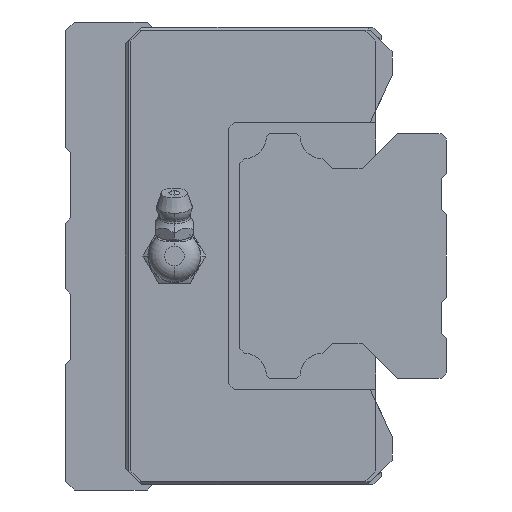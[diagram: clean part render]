
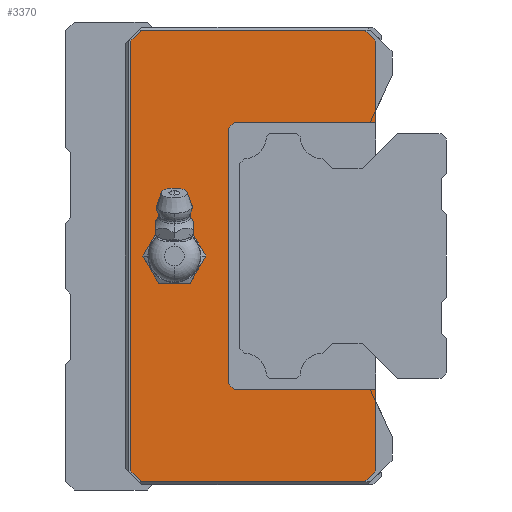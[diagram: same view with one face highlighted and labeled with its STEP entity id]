
A CAD part, left-side view. The second image highlights one B-rep face of the part: STEP entity #3370.
In plain terms, the highlighted planar face has unit normal (-1, 0, 0).
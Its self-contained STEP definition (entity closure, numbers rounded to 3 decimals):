
#1514 = EDGE_CURVE( '', #1724, #2988, #4374, .T. );
#1528 = EDGE_CURVE( '', #2162, #2140, #4388, .T. );
#1588 = EDGE_CURVE( '', #4172, #2452, #4455, .T. );
#1594 = EDGE_CURVE( '', #1690, #4190, #4463, .T. );
#1684 = EDGE_CURVE( '', #2452, #3004, #4557, .T. );
#1690 = VERTEX_POINT( '', #4564 );
#1724 = VERTEX_POINT( '', #4606 );
#1802 = EDGE_CURVE( '', #3398, #2062, #4693, .T. );
#1950 = EDGE_CURVE( '', #3398, #2162, #4853, .T. );
#2062 = VERTEX_POINT( '', #4976 );
#2140 = VERTEX_POINT( '', #5066 );
#2162 = VERTEX_POINT( '', #5088 );
#2182 = EDGE_CURVE( '', #4262, #2740, #5109, .T. );
#2192 = EDGE_CURVE( '', #4190, #3426, #5119, .T. );
#2328 = EDGE_CURVE( '', #2140, #1690, #5268, .T. );
#2452 = VERTEX_POINT( '', #5404 );
#2642 = EDGE_CURVE( '', #3846, #3426, #5610, .T. );
#2698 = VERTEX_POINT( '', #5671 );
#2740 = VERTEX_POINT( '', #5719 );
#2988 = VERTEX_POINT( '', #5995 );
#3004 = VERTEX_POINT( '', #6011 );
#3276 = EDGE_CURVE( '', #2740, #4262, #6319, .T. );
#3370 = ADVANCED_FACE( '', ( #6421, #6422 ), #6423, .F. );
#3398 = VERTEX_POINT( '', #6454 );
#3422 = EDGE_CURVE( '', #2988, #4172, #6482, .T. );
#3426 = VERTEX_POINT( '', #6486 );
#3442 = EDGE_CURVE( '', #3004, #3846, #6503, .T. );
#3846 = VERTEX_POINT( '', #6945 );
#3940 = EDGE_CURVE( '', #2698, #1724, #7051, .T. );
#4150 = EDGE_CURVE( '', #2062, #2698, #7282, .T. );
#4172 = VERTEX_POINT( '', #7307 );
#4190 = VERTEX_POINT( '', #7327 );
#4262 = VERTEX_POINT( '', #7408 );
#4374 = LINE( '', #7541, #7542 );
#4388 = LINE( '', #7566, #7567 );
#4455 = LINE( '', #7669, #7670 );
#4463 = LINE( '', #7679, #7680 );
#4557 = LINE( '', #7821, #7822 );
#4564 = CARTESIAN_POINT( '', ( 178.6, 40., 23.5 ) );
#4606 = CARTESIAN_POINT( '', ( 178.6, 56., -41.5 ) );
#4693 = LINE( '', #8041, #8042 );
#4853 = LINE( '', #8293, #8294 );
#4976 = CARTESIAN_POINT( '', ( 178.6, 13., -39.5 ) );
#5066 = CARTESIAN_POINT( '', ( 178.6, 40., -23.5 ) );
#5088 = CARTESIAN_POINT( '', ( 178.6, 39., -24.5 ) );
#5109 = CIRCLE( '', #8643, 4.864 );
#5119 = LINE( '', #8659, #8660 );
#5268 = LINE( '', #8930, #8931 );
#5404 = CARTESIAN_POINT( '', ( 178.6, 56., 41.5 ) );
#5610 = LINE( '', #9432, #9433 );
#5671 = CARTESIAN_POINT( '', ( 178.6, 15., -41.5 ) );
#5719 = CARTESIAN_POINT( '', ( 178.6, 54.864, 0. ) );
#5995 = CARTESIAN_POINT( '', ( 178.6, 58., -39.5 ) );
#6011 = CARTESIAN_POINT( '', ( 178.6, 15., 41.5 ) );
#6319 = CIRCLE( '', #10507, 4.864 );
#6421 = FACE_BOUND( '', #10678, .T. );
#6422 = FACE_OUTER_BOUND( '', #10679, .T. );
#6423 = PLANE( '', #10680 );
#6454 = CARTESIAN_POINT( '', ( 178.6, 13., -24.5 ) );
#6482 = LINE( '', #10780, #10781 );
#6486 = CARTESIAN_POINT( '', ( 178.6, 13., 24.5 ) );
#6503 = LINE( '', #10810, #10811 );
#6945 = CARTESIAN_POINT( '', ( 178.6, 13., 39.5 ) );
#7051 = LINE( '', #11656, #11657 );
#7282 = LINE( '', #12025, #12026 );
#7307 = CARTESIAN_POINT( '', ( 178.6, 58., 39.5 ) );
#7327 = CARTESIAN_POINT( '', ( 178.6, 39., 24.5 ) );
#7408 = CARTESIAN_POINT( '', ( 178.6, 45.136, 0. ) );
#7541 = CARTESIAN_POINT( '', ( 178.6, 54.875, -42.625 ) );
#7542 = VECTOR( '', #12311, 1. );
#7566 = CARTESIAN_POINT( '', ( 178.6, 37.875, -25.625 ) );
#7567 = VECTOR( '', #12319, 1. );
#7669 = CARTESIAN_POINT( '', ( 178.6, 55.875, 41.625 ) );
#7670 = VECTOR( '', #12414, 1. );
#7679 = CARTESIAN_POINT( '', ( 178.6, 38.375, 25.125 ) );
#7680 = VECTOR( '', #12431, 1. );
#7821 = CARTESIAN_POINT( '', ( 178.6, 33., 41.5 ) );
#7822 = VECTOR( '', #12502, 1. );
#8041 = CARTESIAN_POINT( '', ( 178.6, 13., 19.75 ) );
#8042 = VECTOR( '', #12666, 1. );
#8293 = CARTESIAN_POINT( '', ( 178.6, 11.5, -24.5 ) );
#8294 = VECTOR( '', #12818, 1. );
#8643 = AXIS2_PLACEMENT_3D( '', #13090, #13091, #13092 );
#8659 = CARTESIAN_POINT( '', ( 178.6, 24.5, 24.5 ) );
#8660 = VECTOR( '', #13098, 1. );
#8930 = CARTESIAN_POINT( '', ( 178.6, 40., -11.75 ) );
#8931 = VECTOR( '', #13300, 1. );
#9432 = CARTESIAN_POINT( '', ( 178.6, 13., 19.75 ) );
#9433 = VECTOR( '', #13652, 1. );
#10507 = AXIS2_PLACEMENT_3D( '', #14444, #14445, #14446 );
#10678 = EDGE_LOOP( '', ( #14563, #14564 ) );
#10679 = EDGE_LOOP( '', ( #14565, #14566, #14567, #14568, #14569, #14570, #14571, #14572, #14573, #14574, #14575, #14576, #14577, #14578 ) );
#10680 = AXIS2_PLACEMENT_3D( '', #14579, #14580, #14581 );
#10780 = CARTESIAN_POINT( '', ( 178.6, 58., -19.75 ) );
#10781 = VECTOR( '', #14648, 1. );
#10810 = CARTESIAN_POINT( '', ( 178.6, 3.375, 29.875 ) );
#10811 = VECTOR( '', #14663, 1. );
#11656 = CARTESIAN_POINT( '', ( 178.6, 12.5, -41.5 ) );
#11657 = VECTOR( '', #15252, 1. );
#12025 = CARTESIAN_POINT( '', ( 178.6, 2.375, -28.875 ) );
#12026 = VECTOR( '', #15515, 1. );
#12311 = DIRECTION( '', ( 0., 0.707, 0.707 ) );
#12319 = DIRECTION( '', ( 0., 0.707, 0.707 ) );
#12414 = DIRECTION( '', ( 0., -0.707, 0.707 ) );
#12431 = DIRECTION( '', ( 0., -0.707, 0.707 ) );
#12502 = DIRECTION( '', ( 0., -1., 0. ) );
#12666 = DIRECTION( '', ( 0., 0., -1. ) );
#12818 = DIRECTION( '', ( 0., 1., 0. ) );
#13090 = CARTESIAN_POINT( '', ( 178.6, 50., 0. ) );
#13091 = DIRECTION( '', ( 1., 0., 0. ) );
#13092 = DIRECTION( '', ( 0., 1., 0. ) );
#13098 = DIRECTION( '', ( 0., -1., 0. ) );
#13300 = DIRECTION( '', ( 0., 0., 1. ) );
#13652 = DIRECTION( '', ( 0., 0., -1. ) );
#14444 = CARTESIAN_POINT( '', ( 178.6, 50., 0. ) );
#14445 = DIRECTION( '', ( 1., 0., 0. ) );
#14446 = DIRECTION( '', ( 0., 1., 0. ) );
#14563 = ORIENTED_EDGE( '', *, *, #3276, .T. );
#14564 = ORIENTED_EDGE( '', *, *, #2182, .T. );
#14565 = ORIENTED_EDGE( '', *, *, #1950, .T. );
#14566 = ORIENTED_EDGE( '', *, *, #1528, .T. );
#14567 = ORIENTED_EDGE( '', *, *, #2328, .T. );
#14568 = ORIENTED_EDGE( '', *, *, #1594, .T. );
#14569 = ORIENTED_EDGE( '', *, *, #2192, .T. );
#14570 = ORIENTED_EDGE( '', *, *, #2642, .F. );
#14571 = ORIENTED_EDGE( '', *, *, #3442, .F. );
#14572 = ORIENTED_EDGE( '', *, *, #1684, .F. );
#14573 = ORIENTED_EDGE( '', *, *, #1588, .F. );
#14574 = ORIENTED_EDGE( '', *, *, #3422, .F. );
#14575 = ORIENTED_EDGE( '', *, *, #1514, .F. );
#14576 = ORIENTED_EDGE( '', *, *, #3940, .F. );
#14577 = ORIENTED_EDGE( '', *, *, #4150, .F. );
#14578 = ORIENTED_EDGE( '', *, *, #1802, .F. );
#14579 = CARTESIAN_POINT( '', ( 178.6, 10., 0. ) );
#14580 = DIRECTION( '', ( 1., 0., 0. ) );
#14581 = DIRECTION( '', ( 0., 0., -1. ) );
#14648 = DIRECTION( '', ( 0., 0., 1. ) );
#14663 = DIRECTION( '', ( 0., -0.707, -0.707 ) );
#15252 = DIRECTION( '', ( 0., 1., 0. ) );
#15515 = DIRECTION( '', ( 0., 0.707, -0.707 ) );
